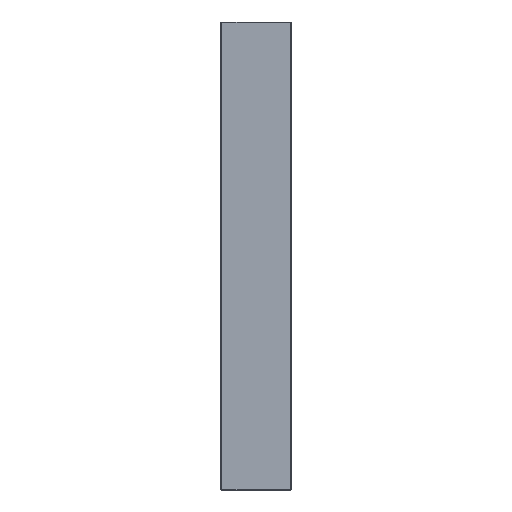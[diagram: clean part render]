
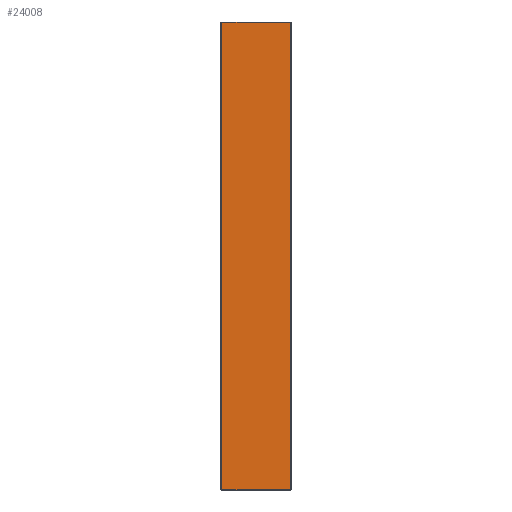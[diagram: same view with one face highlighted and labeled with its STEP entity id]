
A CAD part, front view. The second image highlights one B-rep face of the part: STEP entity #24008.
In plain terms, the highlighted planar face has unit normal (0, -1, 0).
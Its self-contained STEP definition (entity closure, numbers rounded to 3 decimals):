
#15514 = PLANE('',#15515);
#15515 = AXIS2_PLACEMENT_3D('',#15516,#15517,#15518);
#15516 = CARTESIAN_POINT('',(7.5,-15.45,0.05));
#15517 = DIRECTION('',(0.,0.707,0.707));
#15518 = DIRECTION('',(1.,0.,0.));
#15822 = PLANE('',#15823);
#15823 = AXIS2_PLACEMENT_3D('',#15824,#15825,#15826);
#15824 = CARTESIAN_POINT('',(7.5,-15.45,99.95));
#15825 = DIRECTION('',(0.,-0.707,
    0.707));
#15826 = DIRECTION('',(1.,0.,0.));
#16109 = PLANE('',#16110);
#16110 = AXIS2_PLACEMENT_3D('',#16111,#16112,#16113);
#16111 = CARTESIAN_POINT('',(-7.4,-15.4,0.));
#16112 = DIRECTION('',(-0.707,-0.707,
    0.));
#16113 = DIRECTION('',(0.,0.,1.));
#18983 = VERTEX_POINT('',#18984);
#18984 = CARTESIAN_POINT('',(7.4,-15.5,0.1));
#19005 = EDGE_CURVE('',#18983,#19006,#19008,.T.);
#19006 = VERTEX_POINT('',#19007);
#19007 = CARTESIAN_POINT('',(-7.3,-15.5,0.1));
#19008 = SURFACE_CURVE('',#19009,(#19013,#19020),.PCURVE_S1.);
#19009 = LINE('',#19010,#19011);
#19010 = CARTESIAN_POINT('',(7.5,-15.5,0.1));
#19011 = VECTOR('',#19012,1.);
#19012 = DIRECTION('',(-1.,0.,0.));
#19013 = PCURVE('',#15514,#19014);
#19014 = DEFINITIONAL_REPRESENTATION('',(#19015),#19019);
#19015 = LINE('',#19016,#19017);
#19016 = CARTESIAN_POINT('',(0.,-0.071));
#19017 = VECTOR('',#19018,1.);
#19018 = DIRECTION('',(-1.,0.));
#19019 = ( GEOMETRIC_REPRESENTATION_CONTEXT(2) 
PARAMETRIC_REPRESENTATION_CONTEXT() REPRESENTATION_CONTEXT('2D SPACE',''
  ) );
#19020 = PCURVE('',#19021,#19026);
#19021 = PLANE('',#19022);
#19022 = AXIS2_PLACEMENT_3D('',#19023,#19024,#19025);
#19023 = CARTESIAN_POINT('',(7.5,-15.5,0.));
#19024 = DIRECTION('',(0.,-1.,0.));
#19025 = DIRECTION('',(-1.,0.,0.));
#19026 = DEFINITIONAL_REPRESENTATION('',(#19027),#19031);
#19027 = LINE('',#19028,#19029);
#19028 = CARTESIAN_POINT('',(0.,-0.1));
#19029 = VECTOR('',#19030,1.);
#19030 = DIRECTION('',(1.,0.));
#19031 = ( GEOMETRIC_REPRESENTATION_CONTEXT(2) 
PARAMETRIC_REPRESENTATION_CONTEXT() REPRESENTATION_CONTEXT('2D SPACE',''
  ) );
#19298 = VERTEX_POINT('',#19299);
#19299 = CARTESIAN_POINT('',(7.4,-15.5,99.9));
#19320 = EDGE_CURVE('',#19298,#19321,#19323,.T.);
#19321 = VERTEX_POINT('',#19322);
#19322 = CARTESIAN_POINT('',(-7.3,-15.5,99.9));
#19323 = SURFACE_CURVE('',#19324,(#19328,#19335),.PCURVE_S1.);
#19324 = LINE('',#19325,#19326);
#19325 = CARTESIAN_POINT('',(7.5,-15.5,99.9));
#19326 = VECTOR('',#19327,1.);
#19327 = DIRECTION('',(-1.,0.,0.));
#19328 = PCURVE('',#15822,#19329);
#19329 = DEFINITIONAL_REPRESENTATION('',(#19330),#19334);
#19330 = LINE('',#19331,#19332);
#19331 = CARTESIAN_POINT('',(0.,-0.071));
#19332 = VECTOR('',#19333,1.);
#19333 = DIRECTION('',(-1.,0.));
#19334 = ( GEOMETRIC_REPRESENTATION_CONTEXT(2) 
PARAMETRIC_REPRESENTATION_CONTEXT() REPRESENTATION_CONTEXT('2D SPACE',''
  ) );
#19335 = PCURVE('',#19021,#19336);
#19336 = DEFINITIONAL_REPRESENTATION('',(#19337),#19341);
#19337 = LINE('',#19338,#19339);
#19338 = CARTESIAN_POINT('',(0.,-99.9));
#19339 = VECTOR('',#19340,1.);
#19340 = DIRECTION('',(1.,0.));
#19341 = ( GEOMETRIC_REPRESENTATION_CONTEXT(2) 
PARAMETRIC_REPRESENTATION_CONTEXT() REPRESENTATION_CONTEXT('2D SPACE',''
  ) );
#19477 = EDGE_CURVE('',#19006,#19321,#19478,.T.);
#19478 = SURFACE_CURVE('',#19479,(#19483,#19490),.PCURVE_S1.);
#19479 = LINE('',#19480,#19481);
#19480 = CARTESIAN_POINT('',(-7.3,-15.5,0.));
#19481 = VECTOR('',#19482,1.);
#19482 = DIRECTION('',(0.,0.,1.));
#19483 = PCURVE('',#16109,#19484);
#19484 = DEFINITIONAL_REPRESENTATION('',(#19485),#19489);
#19485 = LINE('',#19486,#19487);
#19486 = CARTESIAN_POINT('',(0.,-0.141));
#19487 = VECTOR('',#19488,1.);
#19488 = DIRECTION('',(1.,0.));
#19489 = ( GEOMETRIC_REPRESENTATION_CONTEXT(2) 
PARAMETRIC_REPRESENTATION_CONTEXT() REPRESENTATION_CONTEXT('2D SPACE',''
  ) );
#19490 = PCURVE('',#19021,#19491);
#19491 = DEFINITIONAL_REPRESENTATION('',(#19492),#19496);
#19492 = LINE('',#19493,#19494);
#19493 = CARTESIAN_POINT('',(14.8,0.));
#19494 = VECTOR('',#19495,1.);
#19495 = DIRECTION('',(0.,-1.));
#19496 = ( GEOMETRIC_REPRESENTATION_CONTEXT(2) 
PARAMETRIC_REPRESENTATION_CONTEXT() REPRESENTATION_CONTEXT('2D SPACE',''
  ) );
#23908 = PLANE('',#23909);
#23909 = AXIS2_PLACEMENT_3D('',#23910,#23911,#23912);
#23910 = CARTESIAN_POINT('',(7.45,-15.45,0.));
#23911 = DIRECTION('',(0.707,-0.707,0.));
#23912 = DIRECTION('',(0.,0.,1.));
#24008 = ADVANCED_FACE('',(#24009),#19021,.T.);
#24009 = FACE_BOUND('',#24010,.T.);
#24010 = EDGE_LOOP('',(#24011,#24032,#24033,#24034));
#24011 = ORIENTED_EDGE('',*,*,#24012,.T.);
#24012 = EDGE_CURVE('',#18983,#19298,#24013,.T.);
#24013 = SURFACE_CURVE('',#24014,(#24018,#24025),.PCURVE_S1.);
#24014 = LINE('',#24015,#24016);
#24015 = CARTESIAN_POINT('',(7.4,-15.5,0.));
#24016 = VECTOR('',#24017,1.);
#24017 = DIRECTION('',(0.,0.,1.));
#24018 = PCURVE('',#19021,#24019);
#24019 = DEFINITIONAL_REPRESENTATION('',(#24020),#24024);
#24020 = LINE('',#24021,#24022);
#24021 = CARTESIAN_POINT('',(0.1,0.));
#24022 = VECTOR('',#24023,1.);
#24023 = DIRECTION('',(0.,-1.));
#24024 = ( GEOMETRIC_REPRESENTATION_CONTEXT(2) 
PARAMETRIC_REPRESENTATION_CONTEXT() REPRESENTATION_CONTEXT('2D SPACE',''
  ) );
#24025 = PCURVE('',#23908,#24026);
#24026 = DEFINITIONAL_REPRESENTATION('',(#24027),#24031);
#24027 = LINE('',#24028,#24029);
#24028 = CARTESIAN_POINT('',(0.,0.071));
#24029 = VECTOR('',#24030,1.);
#24030 = DIRECTION('',(1.,0.));
#24031 = ( GEOMETRIC_REPRESENTATION_CONTEXT(2) 
PARAMETRIC_REPRESENTATION_CONTEXT() REPRESENTATION_CONTEXT('2D SPACE',''
  ) );
#24032 = ORIENTED_EDGE('',*,*,#19320,.T.);
#24033 = ORIENTED_EDGE('',*,*,#19477,.F.);
#24034 = ORIENTED_EDGE('',*,*,#19005,.F.);
